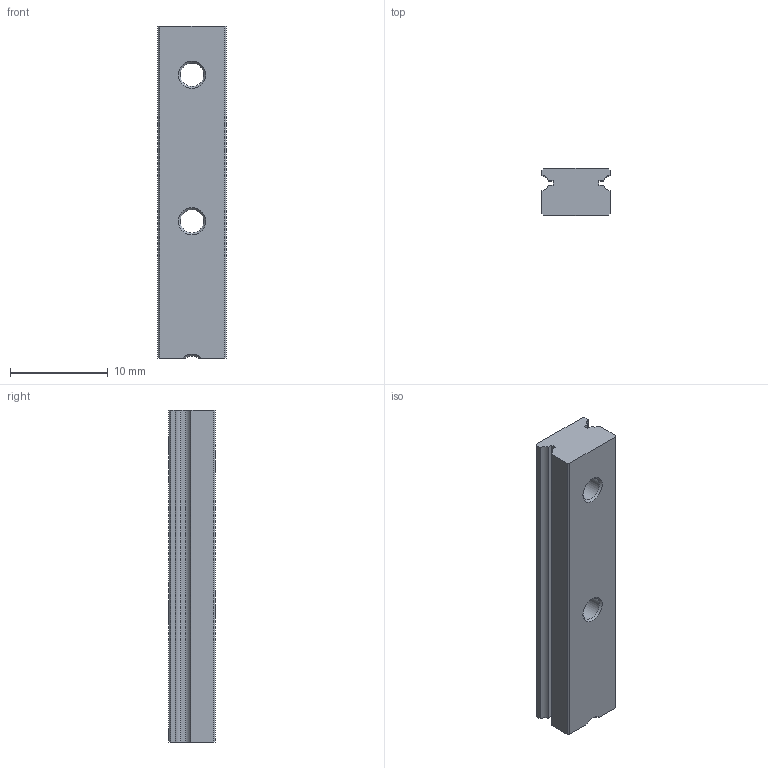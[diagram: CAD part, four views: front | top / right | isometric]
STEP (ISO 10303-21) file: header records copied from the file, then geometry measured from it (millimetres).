
FILE_DESCRIPTION(/* description */ (''),/* implementation_level */ '2;1');
FILE_NAME(/* name */ '00_MGN7.ipt.step',/* time_stamp */ '2022-11-29T07:44:18+01:00',/* author */ ('diederichbenedict'),/* organization */ (''),/* preprocessor_version */ 'ST-DEVELOPER v18.1',/* originating_system */ 'Autodesk Inventor 2022',/* authorisation */ '');
FILE_SCHEMA (('AP203_CONFIGURATION_CONTROLLED_3D_DESIGN_OF_MECHANICAL_PARTS_AND_ASSEMBLIES_MIM_LF { 1 0 10303 203 3 1 4 }','AUTOMOTIVE_DESIGN { 1 0 10303 214 3 1 1 }'));
Length unit declared in the file: millimetre
Products named in the file (1): MGN7
Bounding box: 7 x 4.8 x 34 mm (x, y, z)
Volume: 971.6 mm3; surface area: 1042.5 mm2
Topology: 1 solids, 1 shells, 38 faces, 100 edges, 66 vertices
Faces by surface type: plane 22, cylinder 10, cone 6
Full cylindrical faces by diameter (mm): 2.4 x2, 4.2 x2
Entity records: 1221 total; most frequent: CARTESIAN_POINT 213, DIRECTION 202, ORIENTED_EDGE 200, EDGE_CURVE 100, LINE 68, VECTOR 68, AXIS2_PLACEMENT_3D 67, VERTEX_POINT 66
